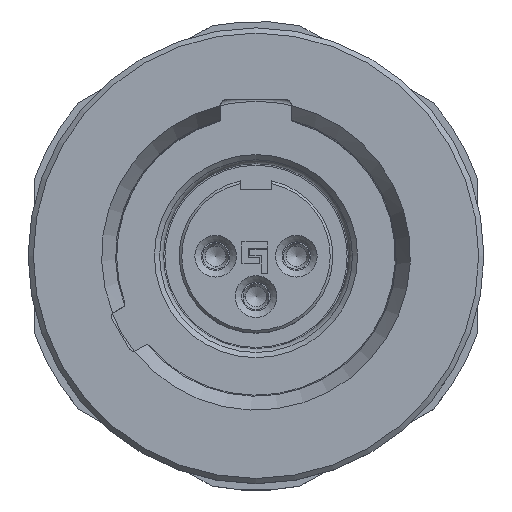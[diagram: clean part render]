
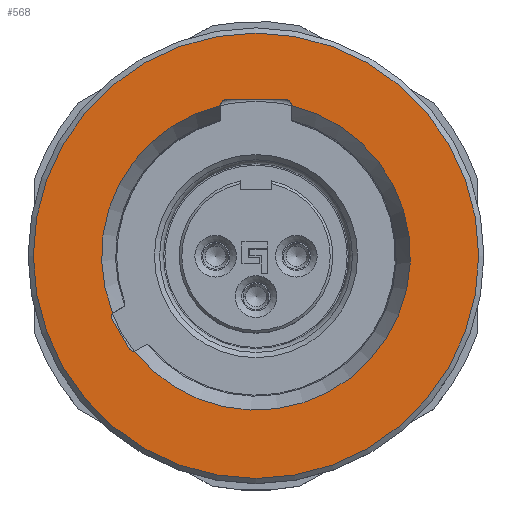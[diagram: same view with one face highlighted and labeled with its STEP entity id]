
A CAD part, top view. The second image highlights one B-rep face of the part: STEP entity #568.
In plain terms, the highlighted planar face has unit normal (0, 0, 1).
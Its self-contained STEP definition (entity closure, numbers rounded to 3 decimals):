
#568=ADVANCED_FACE('',(#1288,#1289),#798,.T.);
#798=PLANE('',#4037);
#917=LINE('',#5810,#1107);
#918=LINE('',#5817,#1108);
#919=LINE('',#5821,#1109);
#920=LINE('',#5825,#1110);
#1107=VECTOR('',#4592,1.);
#1108=VECTOR('',#4597,1.);
#1109=VECTOR('',#4600,1.);
#1110=VECTOR('',#4603,1.);
#1288=FACE_BOUND('',#1483,.T.);
#1289=FACE_BOUND('',#1484,.T.);
#1483=EDGE_LOOP('',(#1909));
#1484=EDGE_LOOP('',(#1910,#1911,#1912,#1913,#1914,#1915,#1916,#1917,#1918,
#1919));
#1909=ORIENTED_EDGE('',*,*,#3286,.T.);
#1910=ORIENTED_EDGE('',*,*,#3287,.F.);
#1911=ORIENTED_EDGE('',*,*,#3288,.T.);
#1912=ORIENTED_EDGE('',*,*,#3289,.T.);
#1913=ORIENTED_EDGE('',*,*,#3290,.F.);
#1914=ORIENTED_EDGE('',*,*,#3291,.T.);
#1915=ORIENTED_EDGE('',*,*,#3292,.T.);
#1916=ORIENTED_EDGE('',*,*,#3293,.T.);
#1917=ORIENTED_EDGE('',*,*,#3294,.T.);
#1918=ORIENTED_EDGE('',*,*,#3295,.T.);
#1919=ORIENTED_EDGE('',*,*,#3296,.T.);
#2891=VERTEX_POINT('',#5809);
#2892=VERTEX_POINT('',#5811);
#2893=VERTEX_POINT('',#5812);
#2894=VERTEX_POINT('',#5814);
#2895=VERTEX_POINT('',#5816);
#2896=VERTEX_POINT('',#5818);
#2897=VERTEX_POINT('',#5820);
#2898=VERTEX_POINT('',#5822);
#2899=VERTEX_POINT('',#5824);
#2900=VERTEX_POINT('',#5826);
#2901=VERTEX_POINT('',#5828);
#3286=EDGE_CURVE('',#2891,#2891,#3777,.T.);
#3287=EDGE_CURVE('',#2892,#2893,#917,.T.);
#3288=EDGE_CURVE('',#2892,#2894,#3778,.T.);
#3289=EDGE_CURVE('',#2894,#2895,#3779,.T.);
#3290=EDGE_CURVE('',#2896,#2895,#918,.T.);
#3291=EDGE_CURVE('',#2896,#2897,#3780,.T.);
#3292=EDGE_CURVE('',#2897,#2898,#919,.T.);
#3293=EDGE_CURVE('',#2898,#2899,#3781,.T.);
#3294=EDGE_CURVE('',#2899,#2900,#920,.T.);
#3295=EDGE_CURVE('',#2900,#2901,#3782,.T.);
#3296=EDGE_CURVE('',#2901,#2893,#3783,.T.);
#3777=CIRCLE('',#4030,8.55);
#3778=CIRCLE('',#4031,0.2);
#3779=CIRCLE('',#4032,5.927);
#3780=CIRCLE('',#4033,0.2);
#3781=CIRCLE('',#4034,0.2);
#3782=CIRCLE('',#4035,5.927);
#3783=CIRCLE('',#4036,0.2);
#4030=AXIS2_PLACEMENT_3D('',#5808,#4590,#4591);
#4031=AXIS2_PLACEMENT_3D('',#5813,#4593,#4594);
#4032=AXIS2_PLACEMENT_3D('',#5815,#4595,#4596);
#4033=AXIS2_PLACEMENT_3D('',#5819,#4598,#4599);
#4034=AXIS2_PLACEMENT_3D('',#5823,#4601,#4602);
#4035=AXIS2_PLACEMENT_3D('',#5827,#4604,#4605);
#4036=AXIS2_PLACEMENT_3D('',#5829,#4606,#4607);
#4037=AXIS2_PLACEMENT_3D('',#5830,#4608,#4609);
#4590=DIRECTION('',(0.,0.,1.));
#4591=DIRECTION('',(1.,0.,0.));
#4592=DIRECTION('',(0.5,-0.866,0.));
#4593=DIRECTION('',(0.,0.,-1.));
#4594=DIRECTION('',(1.,0.,0.));
#4595=DIRECTION('',(0.,0.,-1.));
#4596=DIRECTION('',(1.,0.,0.));
#4597=DIRECTION('',(0.,-1.,0.));
#4598=DIRECTION('',(0.,0.,-1.));
#4599=DIRECTION('',(1.,0.,0.));
#4600=DIRECTION('',(1.,0.,0.));
#4601=DIRECTION('',(0.,0.,-1.));
#4602=DIRECTION('',(1.,0.,0.));
#4603=DIRECTION('',(0.,-1.,0.));
#4604=DIRECTION('',(0.,0.,-1.));
#4605=DIRECTION('',(1.,0.,0.));
#4606=DIRECTION('',(0.,0.,-1.));
#4607=DIRECTION('',(1.,0.,0.));
#4608=DIRECTION('',(0.,0.,1.));
#4609=DIRECTION('',(1.,0.,0.));
#5808=CARTESIAN_POINT('',(0.,0.,15.8));
#5809=CARTESIAN_POINT('',(8.55,0.,15.8));
#5810=CARTESIAN_POINT('',(-5.621,-2.264,15.8));
#5811=CARTESIAN_POINT('',(-5.521,-2.437,15.8));
#5812=CARTESIAN_POINT('',(-4.871,-3.563,15.8));
#5813=CARTESIAN_POINT('',(-5.348,-2.337,15.8));
#5814=CARTESIAN_POINT('',(-5.501,-2.208,15.8));
#5815=CARTESIAN_POINT('',(0.,0.,15.8));
#5816=CARTESIAN_POINT('',(-1.35,5.772,15.8));
#5817=CARTESIAN_POINT('',(-1.35,6.,15.8));
#5818=CARTESIAN_POINT('',(-1.35,5.8,15.8));
#5819=CARTESIAN_POINT('',(-1.15,5.8,15.8));
#5820=CARTESIAN_POINT('',(-1.15,6.,15.8));
#5821=CARTESIAN_POINT('',(-1.35,6.,15.8));
#5822=CARTESIAN_POINT('',(1.15,6.,15.8));
#5823=CARTESIAN_POINT('',(1.15,5.8,15.8));
#5824=CARTESIAN_POINT('',(1.35,5.8,15.8));
#5825=CARTESIAN_POINT('',(1.35,6.,15.8));
#5826=CARTESIAN_POINT('',(1.35,5.772,15.8));
#5827=CARTESIAN_POINT('',(0.,0.,15.8));
#5828=CARTESIAN_POINT('',(-4.663,-3.66,15.8));
#5829=CARTESIAN_POINT('',(-4.698,-3.463,15.8));
#5830=CARTESIAN_POINT('',(0.,0.,15.8));
